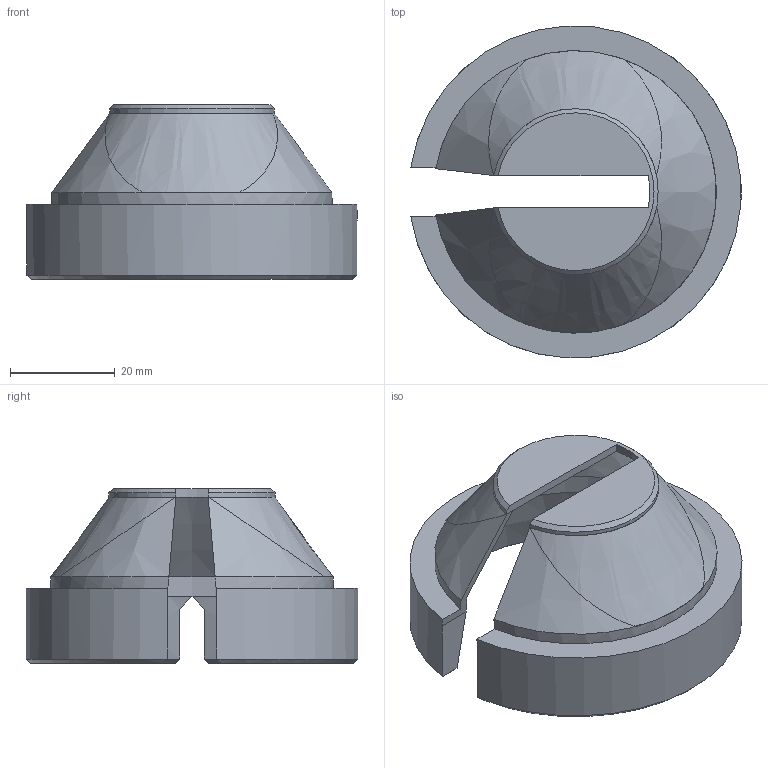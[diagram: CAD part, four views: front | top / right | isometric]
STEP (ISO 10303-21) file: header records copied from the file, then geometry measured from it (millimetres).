
FILE_DESCRIPTION(/* description */ (''),/* implementation_level */ '2;1');
FILE_NAME(/* name */ 'Aerodynamic Net Pot 2-in W 0.5-in D WickRope v8.step',/* time_stamp */ '2025-06-01T15:59:16-07:00',/* author */ (''),/* organization */ (''),/* preprocessor_version */ 'ST-DEVELOPER v20.1',/* originating_system */ 'Autodesk Translation Framework v14.4.0.0',/* authorisation */ '');
FILE_SCHEMA (('AUTOMOTIVE_DESIGN { 1 0 10303 214 3 1 1 }'));
Length unit declared in the file: inch
Products named in the file (1): Aerodynamic Net Pot 2-in W 0.5-in D WickRope
Bounding box: 63.16 x 63.43 x 33.34 mm (x, y, z)
Volume: 21813.9 mm3; surface area: 16702.8 mm2
Topology: 3 solids, 3 shells, 42 faces, 94 edges, 58 vertices
Faces by surface type: plane 26, cone 11, cylinder 5
Entity records: 1200 total; most frequent: CARTESIAN_POINT 239, DIRECTION 205, ORIENTED_EDGE 188, EDGE_CURVE 94, AXIS2_PLACEMENT_3D 86, VERTEX_POINT 58, FACE_OUTER_BOUND 42, EDGE_LOOP 42
